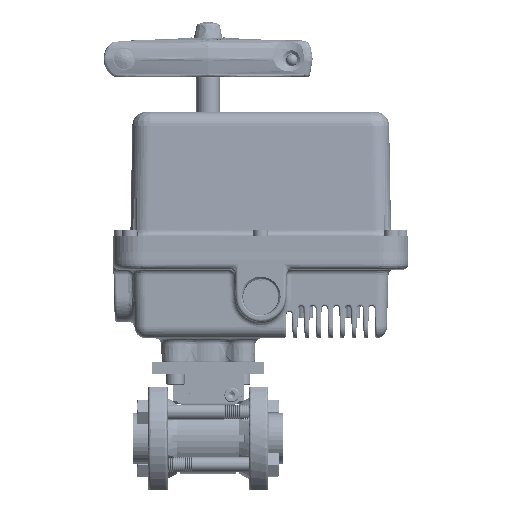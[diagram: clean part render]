
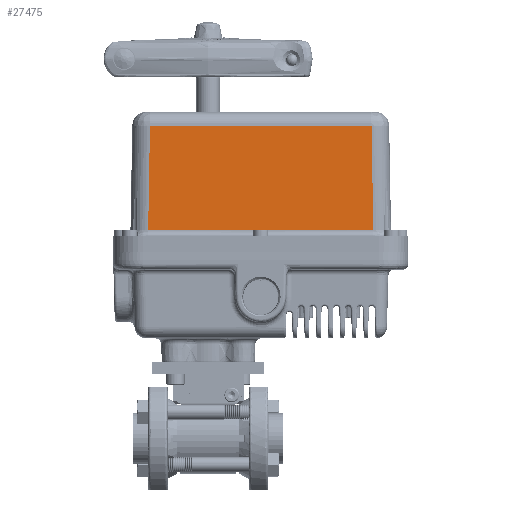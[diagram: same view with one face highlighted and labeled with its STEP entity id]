
A CAD part, top view. The second image highlights one B-rep face of the part: STEP entity #27475.
In plain terms, the highlighted planar face has unit normal (0, 0.018, 1).
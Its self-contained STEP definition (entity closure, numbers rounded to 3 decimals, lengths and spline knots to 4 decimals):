
#253 = VERTEX_POINT ( 'NONE', #106537 ) ;
#5588 = LINE ( 'NONE', #135072, #32396 ) ;
#5615 = VERTEX_POINT ( 'NONE', #41843 ) ;
#6098 = ORIENTED_EDGE ( 'NONE', *, *, #106220, .T. ) ;
#8309 = EDGE_CURVE ( 'NONE', #5615, #10175, #5588, .T. ) ;
#8555 = AXIS2_PLACEMENT_3D ( 'NONE', #50844, #62319, #142635 ) ;
#10175 = VERTEX_POINT ( 'NONE', #74028 ) ;
#20329 = CARTESIAN_POINT ( 'NONE',  ( -1.2266, 6.6177, 2.4237 ) ) ;
#20721 = DIRECTION ( 'NONE',  ( -0.017, 1., -0.017 ) ) ;
#21275 = FACE_OUTER_BOUND ( 'NONE', #29009, .T. ) ;
#27475 = ADVANCED_FACE ( 'NONE', ( #21275 ), #27832, .T. ) ;
#27832 = PLANE ( 'NONE',  #8555 ) ;
#28093 = VECTOR ( 'NONE', #119951, 39.3701 ) ;
#29009 = EDGE_LOOP ( 'NONE', ( #148029, #136838, #144598, #6098 ) ) ;
#32396 = VECTOR ( 'NONE', #20721, 39.3701 ) ;
#41843 = CARTESIAN_POINT ( 'NONE',  ( 3.4974, 4.4028, 2.4624 ) ) ;
#43325 = EDGE_CURVE ( 'NONE', #44817, #253, #87836, .T. ) ;
#44817 = VERTEX_POINT ( 'NONE', #84623 ) ;
#50844 = CARTESIAN_POINT ( 'NONE',  ( 3.8745, 4.28, 2.4645 ) ) ;
#62319 = DIRECTION ( 'NONE',  ( 0., 0.017, 1. ) ) ;
#73183 = CARTESIAN_POINT ( 'NONE',  ( -1.271, 4.3698, 2.4629 ) ) ;
#74028 = CARTESIAN_POINT ( 'NONE',  ( 3.4588, 6.6177, 2.4237 ) ) ;
#76357 = LINE ( 'NONE', #20329, #126746 ) ;
#84623 = CARTESIAN_POINT ( 'NONE',  ( -1.2318, 6.6177, 2.4237 ) ) ;
#87802 = EDGE_CURVE ( 'NONE', #253, #5615, #119616, .T. ) ;
#87836 = LINE ( 'NONE', #73183, #122111 ) ;
#100495 = DIRECTION ( 'NONE',  ( -1., 0., 0. ) ) ;
#106220 = EDGE_CURVE ( 'NONE', #10175, #44817, #76357, .T. ) ;
#106537 = CARTESIAN_POINT ( 'NONE',  ( -1.2704, 4.4028, 2.4624 ) ) ;
#108401 = CARTESIAN_POINT ( 'NONE',  ( 3.8745, 4.4028, 2.4624 ) ) ;
#119616 = LINE ( 'NONE', #108401, #28093 ) ;
#119951 = DIRECTION ( 'NONE',  ( 1., 0., 0. ) ) ;
#122111 = VECTOR ( 'NONE', #130987, 39.3701 ) ;
#126746 = VECTOR ( 'NONE', #100495, 39.3701 ) ;
#130987 = DIRECTION ( 'NONE',  ( -0.017, -1., 0.017 ) ) ;
#135072 = CARTESIAN_POINT ( 'NONE',  ( 3.4997, 4.2735, 2.4646 ) ) ;
#136838 = ORIENTED_EDGE ( 'NONE', *, *, #87802, .T. ) ;
#142635 = DIRECTION ( 'NONE',  ( 0., -1., 0.017 ) ) ;
#144598 = ORIENTED_EDGE ( 'NONE', *, *, #8309, .T. ) ;
#148029 = ORIENTED_EDGE ( 'NONE', *, *, #43325, .T. ) ;
